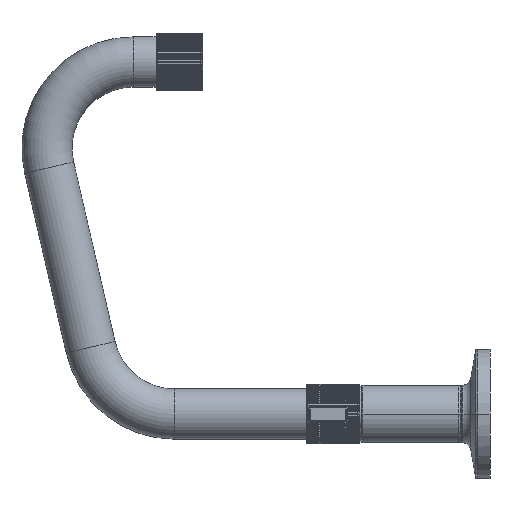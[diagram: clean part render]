
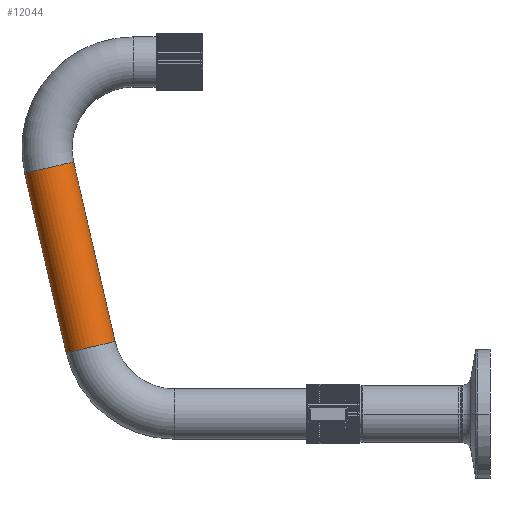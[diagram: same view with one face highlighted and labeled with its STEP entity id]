
A CAD part, left-side view. The second image highlights one B-rep face of the part: STEP entity #12044.
In plain terms, the highlighted cylindrical face has radius 11.113 mm (diameter 22.225 mm), a partial arc.
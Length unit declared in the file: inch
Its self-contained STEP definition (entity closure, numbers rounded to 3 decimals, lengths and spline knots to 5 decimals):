
#3698=CARTESIAN_POINT('',(0.,7.67156,4.28757));
#3699=DIRECTION('',(0.,-0.225,-0.974));
#3700=DIRECTION('',(0.,-0.974,0.225));
#3701=AXIS2_PLACEMENT_3D('',#3698,#3699,#3700);
#3713=DIRECTION('',(0.,-0.225,-0.974));
#3714=VECTOR('',#3713,3.2072);
#3715=CARTESIAN_POINT('',(0.,7.24527,4.38599));
#3716=LINE('',#3715,#3714);
#3722=CARTESIAN_POINT('',(0.,6.95009,1.16257));
#3723=DIRECTION('',(0.,0.225,0.974));
#3724=DIRECTION('',(0.,0.974,-0.225));
#3725=AXIS2_PLACEMENT_3D('',#3722,#3723,#3724);
#7245=DIRECTION('',(0.,-0.225,-0.974));
#7246=VECTOR('',#7245,3.2072);
#7247=CARTESIAN_POINT('',(0.,8.09784,4.18916));
#7248=LINE('',#7247,#7246);
#8370=CARTESIAN_POINT('',(0.,7.37638,1.06416));
#8371=VERTEX_POINT('',#8370);
#8372=CARTESIAN_POINT('',(0.,6.52381,1.26099));
#8373=VERTEX_POINT('',#8372);
#8374=CARTESIAN_POINT('',(0.,7.24527,4.38599));
#8375=VERTEX_POINT('',#8374);
#8376=CARTESIAN_POINT('',(0.,8.09784,4.18916));
#8377=VERTEX_POINT('',#8376);
#12030=CARTESIAN_POINT('',(0.,6.95009,1.16257));
#12031=DIRECTION('',(0.,0.225,0.974));
#12032=DIRECTION('',(0.,-0.974,0.225));
#12033=AXIS2_PLACEMENT_3D('',#12030,#12031,#12032);
#12034=CYLINDRICAL_SURFACE('',#12033,0.4375);
#12036=ORIENTED_EDGE('',*,*,#12035,.F.);
#12038=ORIENTED_EDGE('',*,*,#12037,.F.);
#12039=ORIENTED_EDGE('',*,*,#12020,.F.);
#12041=ORIENTED_EDGE('',*,*,#12040,.T.);
#12042=EDGE_LOOP('',(#12036,#12038,#12039,#12041));
#12043=FACE_OUTER_BOUND('',#12042,.F.);
#12044=ADVANCED_FACE('',(#12043),#12034,.T.);
#3702=CIRCLE('',#3701,0.4375);
#3726=CIRCLE('',#3725,0.4375);
#12020=EDGE_CURVE('',#8375,#8377,#3702,.T.);
#12035=EDGE_CURVE('',#8371,#8373,#3726,.T.);
#12037=EDGE_CURVE('',#8377,#8371,#7248,.T.);
#12040=EDGE_CURVE('',#8375,#8373,#3716,.T.);
